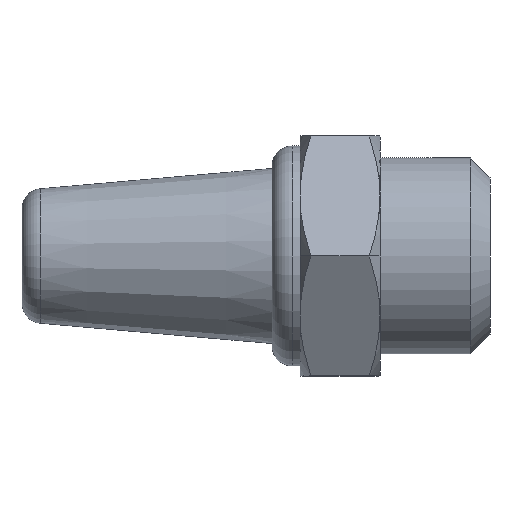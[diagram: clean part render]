
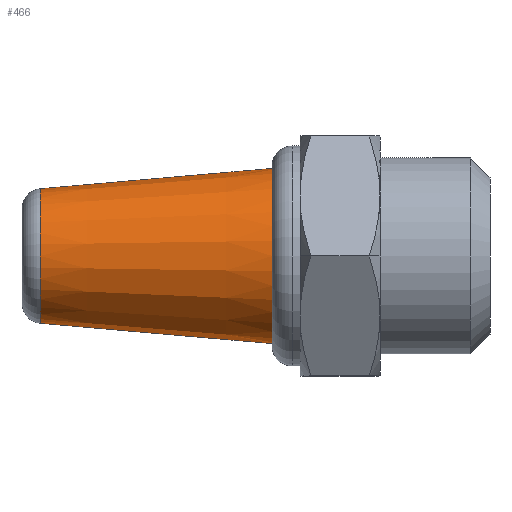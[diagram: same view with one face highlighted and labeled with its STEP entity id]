
A CAD part, front view. The second image highlights one B-rep face of the part: STEP entity #466.
In plain terms, the highlighted conical face has half-angle 5 degrees and reference radius 4.5 mm.
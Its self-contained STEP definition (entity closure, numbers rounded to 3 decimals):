
#36 = DIRECTION ( 'NONE',  ( 1., 0., 0. ) ) ;
#69 = CIRCLE ( 'NONE', #840, 3.364 ) ;
#83 = ORIENTED_EDGE ( 'NONE', *, *, #521, .T. ) ;
#127 = CARTESIAN_POINT ( 'NONE',  ( 0., 0., -4.5 ) ) ;
#163 = CIRCLE ( 'NONE', #569, 4.378 ) ;
#165 = CARTESIAN_POINT ( 'NONE',  ( -1.393, 0., 0. ) ) ;
#169 = VERTEX_POINT ( 'NONE', #732 ) ;
#196 = ORIENTED_EDGE ( 'NONE', *, *, #894, .F. ) ;
#289 = DIRECTION ( 'NONE',  ( 0.996, 0., 0.087 ) ) ;
#365 = DIRECTION ( 'NONE',  ( 0., 0., -1. ) ) ;
#368 = DIRECTION ( 'NONE',  ( 0.996, 0., -0.087 ) ) ;
#461 = DIRECTION ( 'NONE',  ( 0., 0., -1. ) ) ;
#466 = ADVANCED_FACE ( 'NONE', ( #1144 ), #738, .T. ) ;
#521 = EDGE_CURVE ( 'NONE', #1048, #564, #962, .T. ) ;
#564 = VERTEX_POINT ( 'NONE', #1096 ) ;
#569 = AXIS2_PLACEMENT_3D ( 'NONE', #165, #827, #365 ) ;
#601 = CARTESIAN_POINT ( 'NONE',  ( 0., 0., 0. ) ) ;
#732 = CARTESIAN_POINT ( 'NONE',  ( -1.393, 0., 4.378 ) ) ;
#738 = CONICAL_SURFACE ( 'NONE', #859, 4.5, 0.087 ) ;
#769 = CARTESIAN_POINT ( 'NONE',  ( 0., 0., 4.5 ) ) ;
#773 = EDGE_CURVE ( 'NONE', #564, #169, #163, .T. ) ;
#797 = EDGE_CURVE ( 'NONE', #1033, #1048, #69, .T. ) ;
#822 = CARTESIAN_POINT ( 'NONE',  ( -12.987, 0., 0. ) ) ;
#827 = DIRECTION ( 'NONE',  ( -1., 0., 0. ) ) ;
#840 = AXIS2_PLACEMENT_3D ( 'NONE', #822, #1187, #461 ) ;
#859 = AXIS2_PLACEMENT_3D ( 'NONE', #601, #36, #1166 ) ;
#869 = ORIENTED_EDGE ( 'NONE', *, *, #773, .T. ) ;
#871 = CARTESIAN_POINT ( 'NONE',  ( -12.987, 0., -3.364 ) ) ;
#890 = VECTOR ( 'NONE', #368, 1000. ) ;
#894 = EDGE_CURVE ( 'NONE', #1033, #169, #944, .T. ) ;
#944 = LINE ( 'NONE', #769, #1001 ) ;
#962 = LINE ( 'NONE', #127, #890 ) ;
#1001 = VECTOR ( 'NONE', #289, 1000. ) ;
#1033 = VERTEX_POINT ( 'NONE', #1162 ) ;
#1048 = VERTEX_POINT ( 'NONE', #871 ) ;
#1096 = CARTESIAN_POINT ( 'NONE',  ( -1.393, 0., -4.378 ) ) ;
#1134 = EDGE_LOOP ( 'NONE', ( #1196, #83, #869, #196 ) ) ;
#1144 = FACE_OUTER_BOUND ( 'NONE', #1134, .T. ) ;
#1162 = CARTESIAN_POINT ( 'NONE',  ( -12.987, 0., 3.364 ) ) ;
#1166 = DIRECTION ( 'NONE',  ( 0., 0., 1. ) ) ;
#1187 = DIRECTION ( 'NONE',  ( 1., 0., 0. ) ) ;
#1196 = ORIENTED_EDGE ( 'NONE', *, *, #797, .T. ) ;
